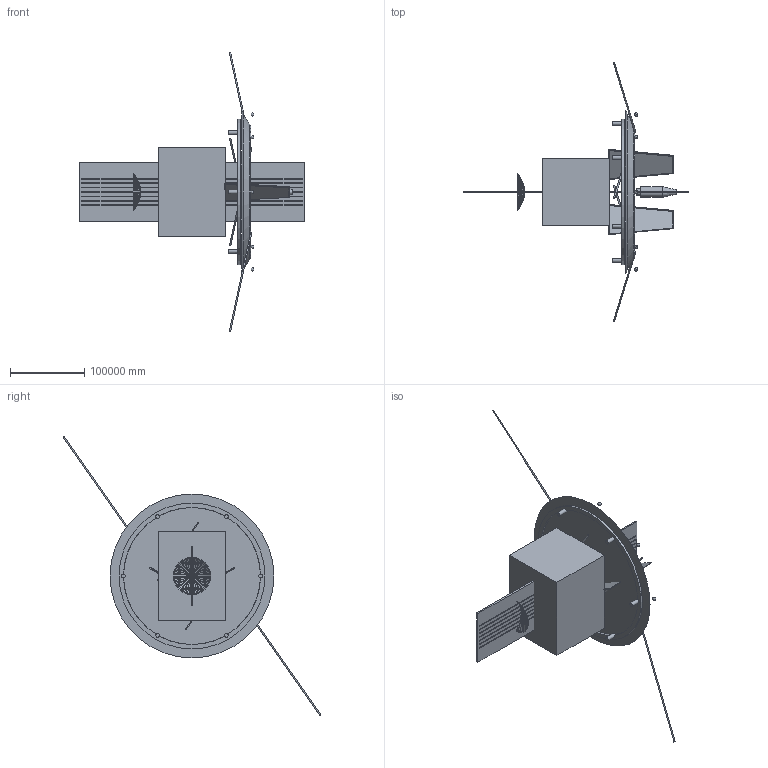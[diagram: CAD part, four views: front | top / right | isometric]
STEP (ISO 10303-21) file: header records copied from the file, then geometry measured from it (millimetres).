
FILE_DESCRIPTION(('FreeCAD Model'),'2;1');
FILE_NAME('Open CASCADE Shape Model','2025-08-12T17:56:17',('Author'),( ''),'Open CASCADE STEP processor 7.8','FreeCAD','Unknown');
FILE_SCHEMA(('AUTOMOTIVE_DESIGN { 1 0 10303 214 1 1 1 1 }'));
Length unit declared in the file: metre
Products named in the file (13): Bus; SpaceProbe; HeatShield; ShieldTruss; TPS_Sensors; SolarPanel_Top; SolarPanel_Bottom; Radiator_Right; Radiator_Left; FaradayCup; FieldWhips; RearComms_Boom
Assembly tree (11 placements, depth 2):
  Bus
  SpaceProbe
    Bus
    HeatShield
    ShieldTruss
    TPS_Sensors
    SolarPanel_Top
    SolarPanel_Bottom
    Radiator_Right
    Radiator_Left
    FaradayCup
    FieldWhips
    RearComms_Boom
Bounding box: 302000 x 346060.89 x 373925.14 mm (x, y, z)
Volume: 2377930936188972.5 mm3; surface area: 278092069081.8 mm2
Topology: 22 solids, 23 shells, 303 faces, 680 edges, 436 vertices
Faces by surface type: plane 219, cone 53, cylinder 23, sphere 8
Full cylindrical faces by diameter (mm): 1800 x4, 3600 x1, 5200 x6, 8400 x1, 14400 x1, 184000 x1, 196000 x1
Entity records: 16846 total; most frequent: CARTESIAN_POINT 3081, DIRECTION 2428, LINE 1496, VECTOR 1496, ORIENTED_EDGE 1310, PCURVE 1310, DEFINITIONAL_REPRESENTATION 1310, EDGE_CURVE 656
